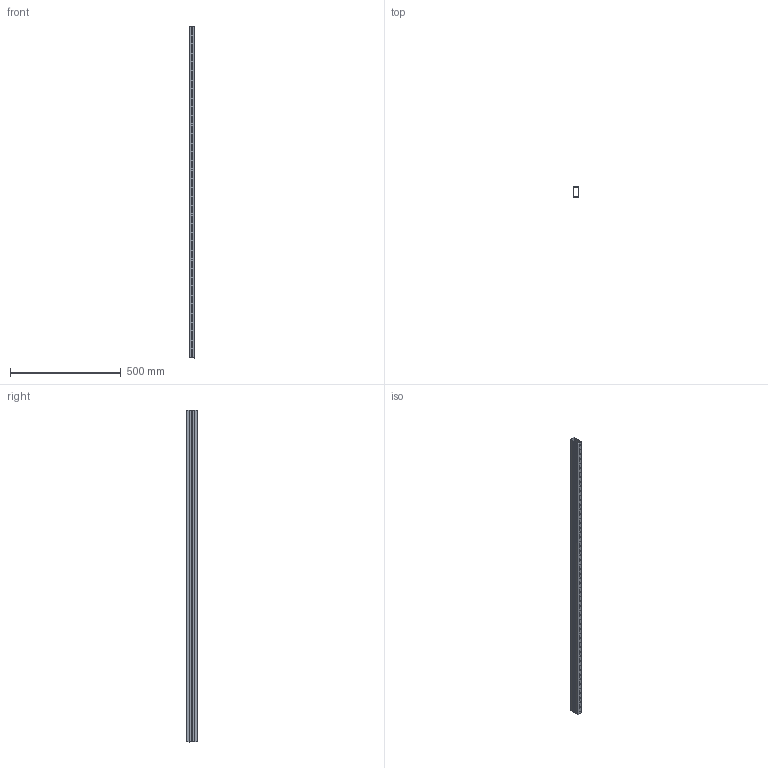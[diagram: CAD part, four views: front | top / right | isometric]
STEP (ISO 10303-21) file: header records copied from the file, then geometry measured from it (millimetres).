
FILE_DESCRIPTION (( 'STEP AP214' ), '1' );
FILE_NAME ('WCP-0877 Rev1.step', '2022-11-30T02:24:02', ( '' ), ( '' ), 'SwSTEP 2.0', 'SolidWorks 2020', '' );
FILE_SCHEMA (( 'AUTOMOTIVE_DESIGN' ));
Length unit declared in the file: inch
Products named in the file (1): WCP-0877 Rev1
Bounding box: 25.4 x 50.8 x 1498.6 mm (x, y, z)
Volume: 537326.8 mm3; surface area: 428490 mm2
Topology: 1 solids, 1 shells, 506 faces, 1630 edges, 1008 vertices
Faces by surface type: plane 270, cylinder 236
Entity records: 18234 total; most frequent: CARTESIAN_POINT 4561, ORIENTED_EDGE 3260, DIRECTION 2644, EDGE_CURVE 1630, VERTEX_POINT 1008, AXIS2_PLACEMENT_3D 979, LINE 686, VECTOR 686
